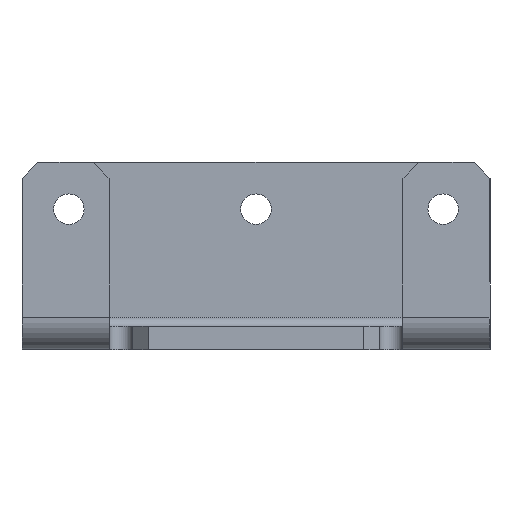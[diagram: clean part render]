
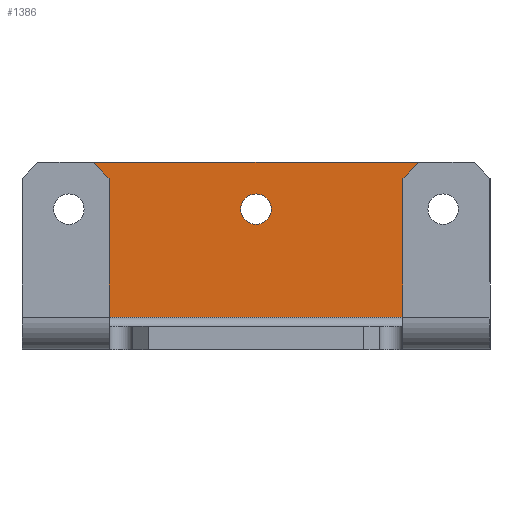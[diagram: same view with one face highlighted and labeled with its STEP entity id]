
A CAD part, front view. The second image highlights one B-rep face of the part: STEP entity #1386.
In plain terms, the highlighted planar face has unit normal (0, -1, 0).
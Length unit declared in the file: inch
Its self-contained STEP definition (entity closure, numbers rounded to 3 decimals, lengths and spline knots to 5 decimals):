
#41 = VECTOR ( 'NONE', #1787, 39.37008 ) ;
#55 = ORIENTED_EDGE ( 'NONE', *, *, #2023, .F. ) ;
#97 = FACE_OUTER_BOUND ( 'NONE', #736, .T. ) ;
#123 = CIRCLE ( 'NONE', #392, 0.0815 ) ;
#126 = DIRECTION ( 'NONE',  ( 0., -1., 0. ) ) ;
#128 = CARTESIAN_POINT ( 'NONE',  ( 1.25, 0.5025, 0.915 ) ) ;
#134 = EDGE_CURVE ( 'NONE', #1431, #741, #706, .T. ) ;
#136 = DIRECTION ( 'NONE',  ( -0.707, 0., -0.707 ) ) ;
#152 = DIRECTION ( 'NONE',  ( -0.707, 0., 0.707 ) ) ;
#189 = CARTESIAN_POINT ( 'NONE',  ( -1.25, 0.5025, 0.173 ) ) ;
#208 = CARTESIAN_POINT ( 'NONE',  ( 1.25, 0.5025, 1. ) ) ;
#239 = VERTEX_POINT ( 'NONE', #943 ) ;
#259 = EDGE_CURVE ( 'NONE', #741, #2027, #1657, .T. ) ;
#300 = AXIS2_PLACEMENT_3D ( 'NONE', #1910, #854, #2084 ) ;
#341 = EDGE_CURVE ( 'NONE', #1678, #2248, #123, .T. ) ;
#363 = CARTESIAN_POINT ( 'NONE',  ( 1., 0.5025, 0.75 ) ) ;
#365 = AXIS2_PLACEMENT_3D ( 'NONE', #970, #2189, #1134 ) ;
#384 = VECTOR ( 'NONE', #136, 39.37008 ) ;
#392 = AXIS2_PLACEMENT_3D ( 'NONE', #738, #1965, #914 ) ;
#396 = CARTESIAN_POINT ( 'NONE',  ( 1.25, 0.5025, 0.125 ) ) ;
#410 = CARTESIAN_POINT ( 'NONE',  ( 1., 0.5025, 0.8315 ) ) ;
#416 = CARTESIAN_POINT ( 'NONE',  ( 0., 0.5025, 0.75 ) ) ;
#429 = CARTESIAN_POINT ( 'NONE',  ( -1.25, 0.5025, 0.915 ) ) ;
#456 = ORIENTED_EDGE ( 'NONE', *, *, #1818, .F. ) ;
#467 = VECTOR ( 'NONE', #152, 39.37008 ) ;
#510 = CARTESIAN_POINT ( 'NONE',  ( -1., 0.5025, 0.75 ) ) ;
#537 = EDGE_CURVE ( 'NONE', #239, #681, #898, .T. ) ;
#541 = DIRECTION ( 'NONE',  ( 0., 0., -1. ) ) ;
#576 = LINE ( 'NONE', #1001, #467 ) ;
#586 = EDGE_LOOP ( 'NONE', ( #802, #1944 ) ) ;
#591 = DIRECTION ( 'NONE',  ( 0., 0., -1. ) ) ;
#630 = ORIENTED_EDGE ( 'NONE', *, *, #1019, .F. ) ;
#648 = CARTESIAN_POINT ( 'NONE',  ( -1.0825, 0.5025, 1.0825 ) ) ;
#649 = LINE ( 'NONE', #1385, #1057 ) ;
#652 = CARTESIAN_POINT ( 'NONE',  ( 1., 0.5025, 0.6685 ) ) ;
#679 = DIRECTION ( 'NONE',  ( 0., 0., -1. ) ) ;
#681 = VERTEX_POINT ( 'NONE', #1199 ) ;
#706 = LINE ( 'NONE', #396, #41 ) ;
#715 = DIRECTION ( 'NONE',  ( 1., 0., 0. ) ) ;
#722 = CARTESIAN_POINT ( 'NONE',  ( 0., 0.5025, 0.8315 ) ) ;
#736 = EDGE_LOOP ( 'NONE', ( #1815, #933, #2052, #2244, #1699, #1617 ) ) ;
#738 = CARTESIAN_POINT ( 'NONE',  ( 1., 0.5025, 0.75 ) ) ;
#741 = VERTEX_POINT ( 'NONE', #1062 ) ;
#795 = VERTEX_POINT ( 'NONE', #722 ) ;
#800 = EDGE_CURVE ( 'NONE', #1621, #1481, #1210, .T. ) ;
#802 = ORIENTED_EDGE ( 'NONE', *, *, #341, .F. ) ;
#854 = DIRECTION ( 'NONE',  ( 0., -1., 0. ) ) ;
#889 = VERTEX_POINT ( 'NONE', #1068 ) ;
#898 = LINE ( 'NONE', #208, #2133 ) ;
#914 = DIRECTION ( 'NONE',  ( 0., 0., -1. ) ) ;
#933 = ORIENTED_EDGE ( 'NONE', *, *, #1864, .T. ) ;
#943 = CARTESIAN_POINT ( 'NONE',  ( -1.165, 0.5025, 1. ) ) ;
#970 = CARTESIAN_POINT ( 'NONE',  ( 0., 0.5025, 0.75 ) ) ;
#999 = FACE_BOUND ( 'NONE', #1474, .T. ) ;
#1001 = CARTESIAN_POINT ( 'NONE',  ( 1.0825, 0.5025, 1.0825 ) ) ;
#1019 = EDGE_CURVE ( 'NONE', #1481, #1621, #1149, .T. ) ;
#1039 = DIRECTION ( 'NONE',  ( 0., 0., 1. ) ) ;
#1057 = VECTOR ( 'NONE', #1039, 39.37008 ) ;
#1059 = FACE_BOUND ( 'NONE', #2115, .T. ) ;
#1062 = CARTESIAN_POINT ( 'NONE',  ( 1.25, 0.5025, 0.173 ) ) ;
#1067 = EDGE_CURVE ( 'NONE', #2027, #1724, #649, .T. ) ;
#1068 = CARTESIAN_POINT ( 'NONE',  ( 0., 0.5025, 0.6685 ) ) ;
#1070 = AXIS2_PLACEMENT_3D ( 'NONE', #363, #1572, #541 ) ;
#1076 = EDGE_CURVE ( 'NONE', #2248, #1678, #1517, .T. ) ;
#1111 = CIRCLE ( 'NONE', #1642, 0.0815 ) ;
#1134 = DIRECTION ( 'NONE',  ( 0., 0., -1. ) ) ;
#1149 = CIRCLE ( 'NONE', #2049, 0.0815 ) ;
#1199 = CARTESIAN_POINT ( 'NONE',  ( 1.165, 0.5025, 1. ) ) ;
#1210 = CIRCLE ( 'NONE', #300, 0.0815 ) ;
#1315 = DIRECTION ( 'NONE',  ( 0., 0., -1. ) ) ;
#1385 = CARTESIAN_POINT ( 'NONE',  ( -1.25, 0.5025, 1. ) ) ;
#1386 = ADVANCED_FACE ( 'NONE', ( #1879, #999, #1059, #97 ), #2199, .T. ) ;
#1431 = VERTEX_POINT ( 'NONE', #128 ) ;
#1460 = EDGE_CURVE ( 'NONE', #239, #1724, #2229, .T. ) ;
#1474 = EDGE_LOOP ( 'NONE', ( #456, #55 ) ) ;
#1481 = VERTEX_POINT ( 'NONE', #1693 ) ;
#1517 = CIRCLE ( 'NONE', #1070, 0.0815 ) ;
#1572 = DIRECTION ( 'NONE',  ( 0., -1., 0. ) ) ;
#1617 = ORIENTED_EDGE ( 'NONE', *, *, #259, .F. ) ;
#1621 = VERTEX_POINT ( 'NONE', #1915 ) ;
#1626 = DIRECTION ( 'NONE',  ( 0., -1., 0. ) ) ;
#1642 = AXIS2_PLACEMENT_3D ( 'NONE', #416, #1626, #591 ) ;
#1657 = LINE ( 'NONE', #2005, #2070 ) ;
#1678 = VERTEX_POINT ( 'NONE', #410 ) ;
#1693 = CARTESIAN_POINT ( 'NONE',  ( -1., 0.5025, 0.8315 ) ) ;
#1699 = ORIENTED_EDGE ( 'NONE', *, *, #1067, .F. ) ;
#1721 = DIRECTION ( 'NONE',  ( 0., -1., 0. ) ) ;
#1724 = VERTEX_POINT ( 'NONE', #429 ) ;
#1787 = DIRECTION ( 'NONE',  ( 0., 0., -1. ) ) ;
#1815 = ORIENTED_EDGE ( 'NONE', *, *, #134, .F. ) ;
#1818 = EDGE_CURVE ( 'NONE', #795, #889, #1912, .T. ) ;
#1826 = DIRECTION ( 'NONE',  ( -1., 0., 0. ) ) ;
#1851 = AXIS2_PLACEMENT_3D ( 'NONE', #2026, #126, #1315 ) ;
#1864 = EDGE_CURVE ( 'NONE', #1431, #681, #576, .T. ) ;
#1879 = FACE_BOUND ( 'NONE', #586, .T. ) ;
#1910 = CARTESIAN_POINT ( 'NONE',  ( -1., 0.5025, 0.75 ) ) ;
#1912 = CIRCLE ( 'NONE', #365, 0.0815 ) ;
#1915 = CARTESIAN_POINT ( 'NONE',  ( -1., 0.5025, 0.6685 ) ) ;
#1944 = ORIENTED_EDGE ( 'NONE', *, *, #1076, .F. ) ;
#1965 = DIRECTION ( 'NONE',  ( 0., -1., 0. ) ) ;
#2005 = CARTESIAN_POINT ( 'NONE',  ( 1.25, 0.5025, 0.173 ) ) ;
#2023 = EDGE_CURVE ( 'NONE', #889, #795, #1111, .T. ) ;
#2026 = CARTESIAN_POINT ( 'NONE',  ( 0., 0.5025, 0. ) ) ;
#2027 = VERTEX_POINT ( 'NONE', #189 ) ;
#2049 = AXIS2_PLACEMENT_3D ( 'NONE', #510, #1721, #679 ) ;
#2052 = ORIENTED_EDGE ( 'NONE', *, *, #537, .F. ) ;
#2070 = VECTOR ( 'NONE', #1826, 39.37008 ) ;
#2084 = DIRECTION ( 'NONE',  ( 0., 0., -1. ) ) ;
#2115 = EDGE_LOOP ( 'NONE', ( #630, #2118 ) ) ;
#2118 = ORIENTED_EDGE ( 'NONE', *, *, #800, .F. ) ;
#2133 = VECTOR ( 'NONE', #715, 39.37008 ) ;
#2189 = DIRECTION ( 'NONE',  ( 0., -1., 0. ) ) ;
#2199 = PLANE ( 'NONE',  #1851 ) ;
#2229 = LINE ( 'NONE', #648, #384 ) ;
#2244 = ORIENTED_EDGE ( 'NONE', *, *, #1460, .T. ) ;
#2248 = VERTEX_POINT ( 'NONE', #652 ) ;
